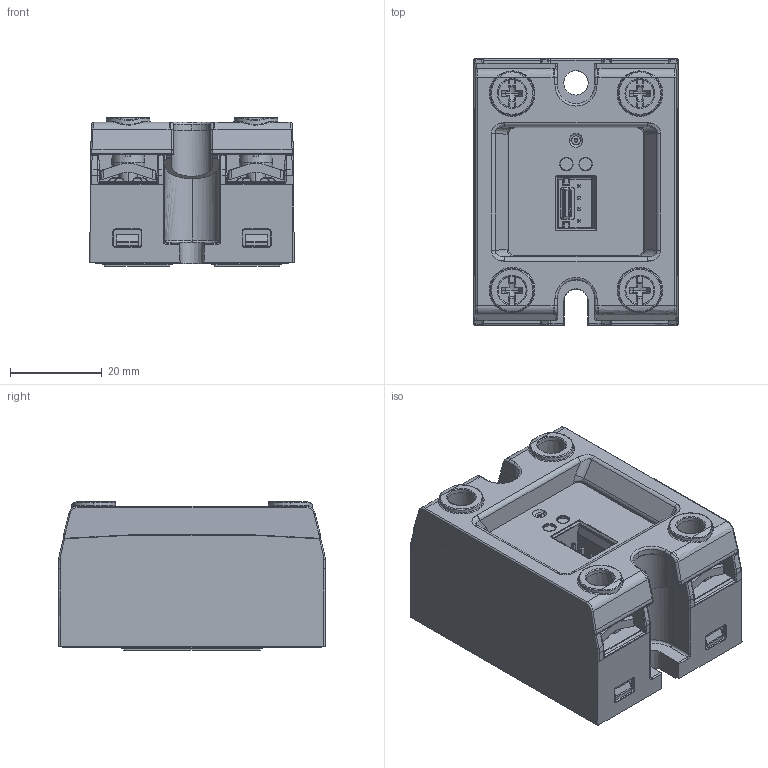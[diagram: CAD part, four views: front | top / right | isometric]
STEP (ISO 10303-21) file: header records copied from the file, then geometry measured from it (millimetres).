
FILE_DESCRIPTION((''),'2;1');
FILE_NAME('CGI1273-01.stp','2016-08-18T12:18:37',(''),(''),'Mechanical Desktop 2009','Mechanical Desktop 2009',', , ');
FILE_SCHEMA(('CONFIG_CONTROL_DESIGN'));
Length unit declared in the file: millimetre
Products named in the file (2): Product; CGI1273-01-3D
Assembly tree (1 placements, depth 2):
  Product
    CGI1273-01-3D
Bounding box: 44.5 x 58 x 32.33 mm (x, y, z)
Volume: 63316.4 mm3; surface area: 17666.6 mm2
Topology: 1 solids, 1 shells, 1515 faces, 4333 edges, 2866 vertices
Faces by surface type: bspline 821, cylinder 311, plane 271, torus 61, cone 39, sphere 12
Entity records: 64664 total; most frequent: CARTESIAN_POINT 27555, ORIENTED_EDGE 8648, DIRECTION 6852, EDGE_CURVE 4324, VERTEX_POINT 2866, AXIS2_PLACEMENT_3D 2460, VECTOR 1932, LINE 1932
